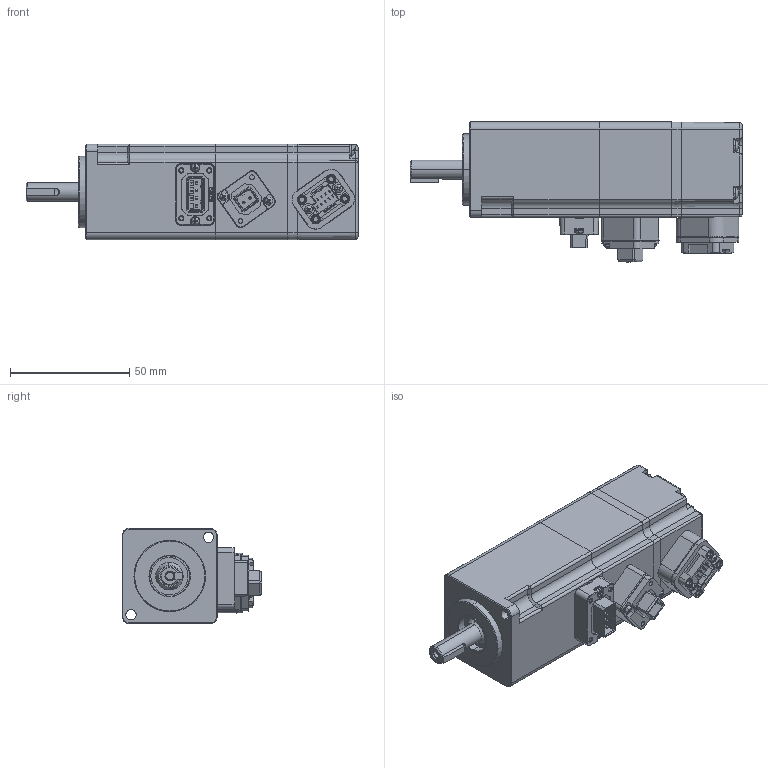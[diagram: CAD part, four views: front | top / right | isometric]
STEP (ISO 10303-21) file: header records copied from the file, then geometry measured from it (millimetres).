
FILE_DESCRIPTION (( 'STEP AP203' ), '1' );
FILE_NAME ('4611170005655.A0.STEP', '2023-08-18T03:19:03', ( '' ), ( '' ), 'SwSTEP 2.0', 'SolidWorks 2015', '' );
FILE_SCHEMA (( 'CONFIG_CONTROL_DESIGN' ));
Length unit declared in the file: millimetre
Products named in the file (1): 4611170005655.A0
Bounding box: 139.3 x 58.7 x 40 mm (x, y, z)
Surface area: 28144.7 mm2 (no closed solid volume)
Topology: 0 solids, 50 shells, 783 faces, 2834 edges, 2033 vertices
Faces by surface type: plane 450, cylinder 209, cone 65, bspline 37, torus 14, sphere 8
Entity records: 32410 total; most frequent: CARTESIAN_POINT 9258, DIRECTION 4604, ORIENTED_EDGE 4409, EDGE_CURVE 2803, VERTEX_POINT 2029, LINE 1750, VECTOR 1750, AXIS2_PLACEMENT_3D 1427
